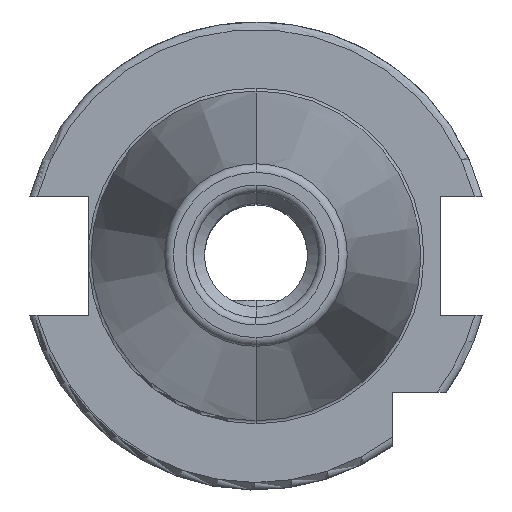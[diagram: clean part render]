
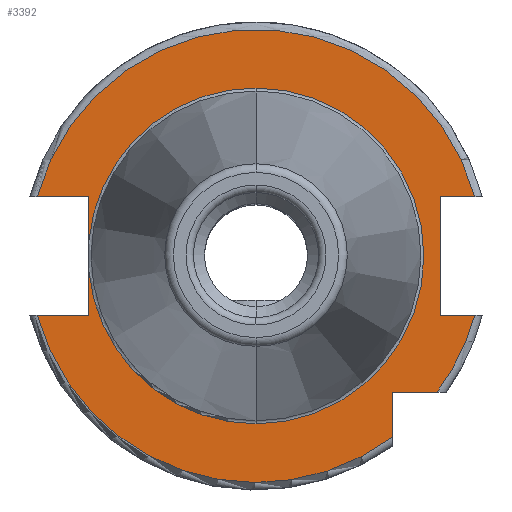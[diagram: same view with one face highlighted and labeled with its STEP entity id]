
A CAD part, top view. The second image highlights one B-rep face of the part: STEP entity #3392.
In plain terms, the highlighted planar face has unit normal (0, 0, 1).
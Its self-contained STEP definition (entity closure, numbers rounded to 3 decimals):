
#776=CARTESIAN_POINT('',(0,0,15.9));
#777=DIRECTION('',(0,0,-1));
#778=DIRECTION('',(0,1,0));
#779=AXIS2_PLACEMENT_3D('',#776,#777,#778);
#791=CARTESIAN_POINT('',(0,0,15.9));
#792=DIRECTION('',(0,0,1));
#793=DIRECTION('',(0,1,0));
#794=AXIS2_PLACEMENT_3D('',#791,#792,#793);
#806=CARTESIAN_POINT('',(0,0,15.9));
#807=DIRECTION('',(0,0,1));
#808=DIRECTION('',(-0.996,-0.094,0));
#809=AXIS2_PLACEMENT_3D('',#806,#807,#808);
#1047=DIRECTION('',(1,0,0));
#1048=VECTOR('',#1047,7.004);
#1049=CARTESIAN_POINT('',(-29.704,-8.05,15.9));
#1050=LINE('',#1049,#1048);
#1051=DIRECTION('',(0,1,0));
#1052=VECTOR('',#1051,5.917);
#1053=CARTESIAN_POINT('',(-22.7,-8.05,15.9));
#1054=LINE('',#1053,#1052);
#1055=DIRECTION('',(0,1,0));
#1056=VECTOR('',#1055,5.917);
#1057=CARTESIAN_POINT('',(-22.7,2.133,15.9));
#1058=LINE('',#1057,#1056);
#1059=DIRECTION('',(1,0,0));
#1060=VECTOR('',#1059,7.004);
#1061=CARTESIAN_POINT('',(-29.704,8.05,15.9));
#1062=LINE('',#1061,#1060);
#1063=DIRECTION('',(-1,0,0));
#1064=VECTOR('',#1063,4.704);
#1065=CARTESIAN_POINT('',(29.704,8.05,15.9));
#1066=LINE('',#1065,#1064);
#1067=DIRECTION('',(0,-1,0));
#1068=VECTOR('',#1067,16.1);
#1069=CARTESIAN_POINT('',(25,8.05,15.9));
#1070=LINE('',#1069,#1068);
#1071=DIRECTION('',(-1,0,0));
#1072=VECTOR('',#1071,4.704);
#1073=CARTESIAN_POINT('',(29.704,-8.05,15.9));
#1074=LINE('',#1073,#1072);
#1075=CARTESIAN_POINT('',(0,0,15.9));
#1076=DIRECTION('',(0,0,1));
#1077=DIRECTION('',(0.799,-0.601,0));
#1078=AXIS2_PLACEMENT_3D('',#1075,#1076,#1077);
#1080=DIRECTION('',(-1,0,0));
#1081=VECTOR('',#1080,6.094);
#1082=CARTESIAN_POINT('',(24.594,-18.5,15.9));
#1083=LINE('',#1082,#1081);
#1084=DIRECTION('',(0,1,0));
#1085=VECTOR('',#1084,6.094);
#1086=CARTESIAN_POINT('',(18.5,-24.594,15.9));
#1087=LINE('',#1086,#1085);
#1111=CARTESIAN_POINT('',(0,0,15.9));
#1112=DIRECTION('',(0,0,1));
#1113=DIRECTION('',(0.965,0.262,0));
#1114=AXIS2_PLACEMENT_3D('',#1111,#1112,#1113);
#1162=CARTESIAN_POINT('',(0,0,15.9));
#1163=DIRECTION('',(0,0,1));
#1164=DIRECTION('',(-0.965,-0.262,0));
#1165=AXIS2_PLACEMENT_3D('',#1162,#1163,#1164);
#1702=CARTESIAN_POINT('',(0,22.8,15.9));
#1704=VERTEX_POINT('',#1702);
#1724=CARTESIAN_POINT('',(0,-22.8,15.9));
#1726=VERTEX_POINT('',#1724);
#1872=CARTESIAN_POINT('',(-29.704,-8.05,15.9));
#1873=CARTESIAN_POINT('',(-22.7,-8.05,15.9));
#1874=VERTEX_POINT('',#1872);
#1875=VERTEX_POINT('',#1873);
#1876=CARTESIAN_POINT('',(-22.7,-2.133,15.9));
#1877=VERTEX_POINT('',#1876);
#1878=CARTESIAN_POINT('',(-22.7,2.133,15.9));
#1879=CARTESIAN_POINT('',(-22.7,8.05,15.9));
#1880=VERTEX_POINT('',#1878);
#1881=VERTEX_POINT('',#1879);
#1882=CARTESIAN_POINT('',(-29.704,8.05,15.9));
#1883=VERTEX_POINT('',#1882);
#1884=CARTESIAN_POINT('',(25,8.05,15.9));
#1885=CARTESIAN_POINT('',(25,-8.05,15.9));
#1886=VERTEX_POINT('',#1884);
#1887=VERTEX_POINT('',#1885);
#1888=CARTESIAN_POINT('',(29.704,-8.05,15.9));
#1889=VERTEX_POINT('',#1888);
#1890=CARTESIAN_POINT('',(29.704,8.05,15.9));
#1891=VERTEX_POINT('',#1890);
#1892=CARTESIAN_POINT('',(18.5,-24.594,15.9));
#1893=CARTESIAN_POINT('',(18.5,-18.5,15.9));
#1894=VERTEX_POINT('',#1892);
#1895=VERTEX_POINT('',#1893);
#1896=CARTESIAN_POINT('',(24.594,-18.5,15.9));
#1897=VERTEX_POINT('',#1896);
#3365=CARTESIAN_POINT('',(0,0,15.9));
#3366=DIRECTION('',(0,0,-1));
#3367=DIRECTION('',(0,-1,0));
#3368=AXIS2_PLACEMENT_3D('',#3365,#3366,#3367);
#3369=PLANE('',#3368);
#3370=ORIENTED_EDGE('',*,*,#3342,.T.);
#3371=ORIENTED_EDGE('',*,*,#3026,.T.);
#3372=ORIENTED_EDGE('',*,*,#3008,.T.);
#3373=ORIENTED_EDGE('',*,*,#2988,.F.);
#3374=ORIENTED_EDGE('',*,*,#3003,.T.);
#3375=ORIENTED_EDGE('',*,*,#3023,.T.);
#3376=ORIENTED_EDGE('',*,*,#3061,.F.);
#3378=ORIENTED_EDGE('',*,*,#3377,.F.);
#3380=ORIENTED_EDGE('',*,*,#3379,.T.);
#3382=ORIENTED_EDGE('',*,*,#3381,.T.);
#3383=ORIENTED_EDGE('',*,*,#3138,.F.);
#3385=ORIENTED_EDGE('',*,*,#3384,.F.);
#3386=ORIENTED_EDGE('',*,*,#3196,.T.);
#3387=ORIENTED_EDGE('',*,*,#3247,.F.);
#3389=ORIENTED_EDGE('',*,*,#3388,.F.);
#3390=EDGE_LOOP('',(#3370,#3371,#3372,#3373,#3374,#3375,#3376,#3378,#3380,#3382,
#3383,#3385,#3386,#3387,#3389));
#3391=FACE_OUTER_BOUND('',#3390,.F.);
#3392=ADVANCED_FACE('',(#3391),#3369,.F.);
#780=CIRCLE('',#779,22.8);
#795=CIRCLE('',#794,22.8);
#810=CIRCLE('',#809,22.8);
#1079=CIRCLE('',#1078,30.775);
#1115=CIRCLE('',#1114,30.775);
#1166=CIRCLE('',#1165,30.775);
#2988=EDGE_CURVE('',#1704,#1726,#780,.T.);
#3003=EDGE_CURVE('',#1704,#1880,#795,.T.);
#3008=EDGE_CURVE('',#1877,#1726,#810,.T.);
#3023=EDGE_CURVE('',#1880,#1881,#1058,.T.);
#3026=EDGE_CURVE('',#1875,#1877,#1054,.T.);
#3061=EDGE_CURVE('',#1883,#1881,#1062,.T.);
#3138=EDGE_CURVE('',#1889,#1887,#1074,.T.);
#3196=EDGE_CURVE('',#1897,#1895,#1083,.T.);
#3247=EDGE_CURVE('',#1894,#1895,#1087,.T.);
#3342=EDGE_CURVE('',#1874,#1875,#1050,.T.);
#3377=EDGE_CURVE('',#1891,#1883,#1115,.T.);
#3379=EDGE_CURVE('',#1891,#1886,#1066,.T.);
#3381=EDGE_CURVE('',#1886,#1887,#1070,.T.);
#3384=EDGE_CURVE('',#1897,#1889,#1079,.T.);
#3388=EDGE_CURVE('',#1874,#1894,#1166,.T.);
